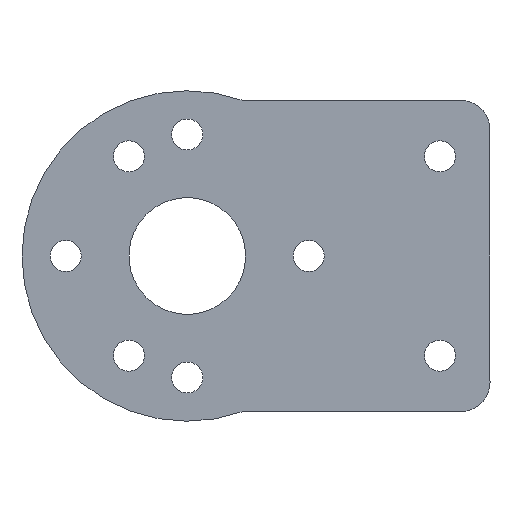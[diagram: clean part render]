
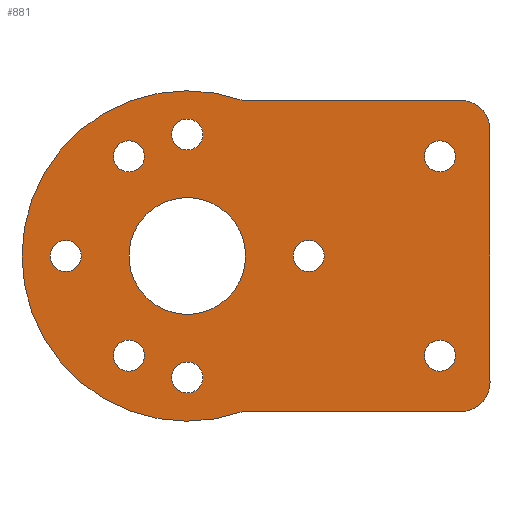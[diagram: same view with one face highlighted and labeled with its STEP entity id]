
A CAD part, front view. The second image highlights one B-rep face of the part: STEP entity #881.
In plain terms, the highlighted planar face has unit normal (0, -1, 0).
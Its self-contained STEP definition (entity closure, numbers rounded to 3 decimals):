
#44=FACE_BOUND('',#180,.T.);
#45=FACE_BOUND('',#181,.T.);
#46=FACE_BOUND('',#182,.T.);
#47=FACE_BOUND('',#183,.T.);
#48=FACE_BOUND('',#184,.T.);
#49=FACE_BOUND('',#185,.T.);
#50=FACE_BOUND('',#186,.T.);
#51=FACE_BOUND('',#187,.T.);
#52=FACE_BOUND('',#188,.T.);
#65=CIRCLE('',#939,6.);
#66=CIRCLE('',#941,17.);
#67=CIRCLE('',#944,3.);
#68=CIRCLE('',#947,3.);
#69=CIRCLE('',#950,1.6);
#70=CIRCLE('',#952,1.6);
#71=CIRCLE('',#954,1.6);
#72=CIRCLE('',#956,1.6);
#73=CIRCLE('',#958,1.6);
#74=CIRCLE('',#960,1.6);
#75=CIRCLE('',#962,1.6);
#76=CIRCLE('',#964,1.6);
#121=FACE_OUTER_BOUND('',#179,.T.);
#179=EDGE_LOOP('',(#789,#790,#791,#792,#793,#794));
#180=EDGE_LOOP('',(#795));
#181=EDGE_LOOP('',(#796));
#182=EDGE_LOOP('',(#797));
#183=EDGE_LOOP('',(#798));
#184=EDGE_LOOP('',(#799));
#185=EDGE_LOOP('',(#800));
#186=EDGE_LOOP('',(#801));
#187=EDGE_LOOP('',(#802));
#188=EDGE_LOOP('',(#803));
#268=LINE('',#1398,#361);
#271=LINE('',#1406,#364);
#273=LINE('',#1412,#366);
#361=VECTOR('',#1142,10.);
#364=VECTOR('',#1151,10.);
#366=VECTOR('',#1159,10.);
#438=VERTEX_POINT('',#1386);
#439=VERTEX_POINT('',#1390);
#440=VERTEX_POINT('',#1392);
#441=VERTEX_POINT('',#1396);
#442=VERTEX_POINT('',#1400);
#443=VERTEX_POINT('',#1404);
#444=VERTEX_POINT('',#1408);
#445=VERTEX_POINT('',#1414);
#446=VERTEX_POINT('',#1418);
#447=VERTEX_POINT('',#1422);
#448=VERTEX_POINT('',#1426);
#449=VERTEX_POINT('',#1430);
#450=VERTEX_POINT('',#1434);
#451=VERTEX_POINT('',#1438);
#452=VERTEX_POINT('',#1442);
#541=EDGE_CURVE('',#438,#438,#65,.T.);
#543=EDGE_CURVE('',#439,#440,#66,.T.);
#546=EDGE_CURVE('',#439,#441,#268,.T.);
#548=EDGE_CURVE('',#442,#441,#67,.T.);
#550=EDGE_CURVE('',#442,#443,#271,.T.);
#552=EDGE_CURVE('',#444,#443,#68,.T.);
#553=EDGE_CURVE('',#444,#440,#273,.T.);
#555=EDGE_CURVE('',#445,#445,#69,.T.);
#557=EDGE_CURVE('',#446,#446,#70,.T.);
#559=EDGE_CURVE('',#447,#447,#71,.T.);
#561=EDGE_CURVE('',#448,#448,#72,.T.);
#563=EDGE_CURVE('',#449,#449,#73,.T.);
#565=EDGE_CURVE('',#450,#450,#74,.T.);
#567=EDGE_CURVE('',#451,#451,#75,.T.);
#569=EDGE_CURVE('',#452,#452,#76,.T.);
#789=ORIENTED_EDGE('',*,*,#548,.F.);
#790=ORIENTED_EDGE('',*,*,#550,.T.);
#791=ORIENTED_EDGE('',*,*,#552,.F.);
#792=ORIENTED_EDGE('',*,*,#553,.T.);
#793=ORIENTED_EDGE('',*,*,#543,.F.);
#794=ORIENTED_EDGE('',*,*,#546,.T.);
#795=ORIENTED_EDGE('',*,*,#541,.T.);
#796=ORIENTED_EDGE('',*,*,#569,.F.);
#797=ORIENTED_EDGE('',*,*,#567,.F.);
#798=ORIENTED_EDGE('',*,*,#565,.F.);
#799=ORIENTED_EDGE('',*,*,#563,.F.);
#800=ORIENTED_EDGE('',*,*,#561,.F.);
#801=ORIENTED_EDGE('',*,*,#559,.F.);
#802=ORIENTED_EDGE('',*,*,#557,.F.);
#803=ORIENTED_EDGE('',*,*,#555,.F.);
#836=PLANE('',#965);
#881=ADVANCED_FACE('',(#121,#44,#45,#46,#47,#48,#49,#50,#51,#52),#836,.F.);
#939=AXIS2_PLACEMENT_3D('',#1388,#1131,#1132);
#941=AXIS2_PLACEMENT_3D('',#1393,#1136,#1137);
#944=AXIS2_PLACEMENT_3D('',#1402,#1146,#1147);
#947=AXIS2_PLACEMENT_3D('',#1410,#1155,#1156);
#950=AXIS2_PLACEMENT_3D('',#1416,#1163,#1164);
#952=AXIS2_PLACEMENT_3D('',#1420,#1168,#1169);
#954=AXIS2_PLACEMENT_3D('',#1424,#1173,#1174);
#956=AXIS2_PLACEMENT_3D('',#1428,#1178,#1179);
#958=AXIS2_PLACEMENT_3D('',#1432,#1183,#1184);
#960=AXIS2_PLACEMENT_3D('',#1436,#1188,#1189);
#962=AXIS2_PLACEMENT_3D('',#1440,#1193,#1194);
#964=AXIS2_PLACEMENT_3D('',#1444,#1198,#1199);
#965=AXIS2_PLACEMENT_3D('',#1445,#1200,#1201);
#1131=DIRECTION('center_axis',(0.,1.,0.));
#1132=DIRECTION('ref_axis',(-1.,0.,0.));
#1136=DIRECTION('center_axis',(0.,1.,0.));
#1137=DIRECTION('ref_axis',(-1.,0.,0.));
#1142=DIRECTION('',(0.707,0.,-0.707));
#1146=DIRECTION('center_axis',(0.,1.,0.));
#1147=DIRECTION('ref_axis',(0.,0.,-1.));
#1151=DIRECTION('',(0.707,0.,0.707));
#1155=DIRECTION('center_axis',(0.,1.,0.));
#1156=DIRECTION('ref_axis',(1.,0.,0.));
#1159=DIRECTION('',(-0.707,0.,0.707));
#1163=DIRECTION('center_axis',(0.,-1.,0.));
#1164=DIRECTION('ref_axis',(-1.,0.,0.));
#1168=DIRECTION('center_axis',(0.,-1.,0.));
#1169=DIRECTION('ref_axis',(-1.,0.,0.));
#1173=DIRECTION('center_axis',(0.,-1.,0.));
#1174=DIRECTION('ref_axis',(-1.,0.,0.));
#1178=DIRECTION('center_axis',(0.,-1.,0.));
#1179=DIRECTION('ref_axis',(-1.,0.,0.));
#1183=DIRECTION('center_axis',(0.,-1.,0.));
#1184=DIRECTION('ref_axis',(-1.,0.,0.));
#1188=DIRECTION('center_axis',(0.,-1.,0.));
#1189=DIRECTION('ref_axis',(-1.,0.,0.));
#1193=DIRECTION('center_axis',(0.,-1.,0.));
#1194=DIRECTION('ref_axis',(-1.,0.,0.));
#1198=DIRECTION('center_axis',(0.,-1.,0.));
#1199=DIRECTION('ref_axis',(-1.,0.,0.));
#1200=DIRECTION('center_axis',(0.,1.,0.));
#1201=DIRECTION('ref_axis',(-1.,0.,0.));
#1386=CARTESIAN_POINT('',(-1.566,24.,361.119));
#1388=CARTESIAN_POINT('Origin',(-7.566,24.,361.119));
#1390=CARTESIAN_POINT('',(-14.818,24.,345.744));
#1392=CARTESIAN_POINT('',(7.81,24.,368.371));
#1393=CARTESIAN_POINT('Origin',(-7.566,24.,361.119));
#1396=CARTESIAN_POINT('',(1.025,24.,329.901));
#1398=CARTESIAN_POINT('',(-18.842,24.,349.768));
#1400=CARTESIAN_POINT('',(5.268,24.,329.901));
#1402=CARTESIAN_POINT('Origin',(3.147,24.,332.022));
#1404=CARTESIAN_POINT('',(23.653,24.,348.285));
#1406=CARTESIAN_POINT('',(3.147,24.,327.779));
#1408=CARTESIAN_POINT('',(23.653,24.,352.528));
#1410=CARTESIAN_POINT('Origin',(21.531,24.,350.407));
#1412=CARTESIAN_POINT('',(25.774,24.,350.407));
#1414=CARTESIAN_POINT('',(5.171,24.,335.487));
#1416=CARTESIAN_POINT('Origin',(3.571,24.,335.487));
#1418=CARTESIAN_POINT('',(19.667,24.,349.983));
#1420=CARTESIAN_POINT('Origin',(18.067,24.,349.983));
#1422=CARTESIAN_POINT('',(-2.961,24.,372.61));
#1424=CARTESIAN_POINT('Origin',(-4.561,24.,372.61));
#1426=CARTESIAN_POINT('',(-17.457,24.,358.114));
#1428=CARTESIAN_POINT('Origin',(-19.057,24.,358.114));
#1430=CARTESIAN_POINT('',(-14.805,24.,369.958));
#1432=CARTESIAN_POINT('Origin',(-16.405,24.,369.958));
#1434=CARTESIAN_POINT('',(2.873,24.,352.281));
#1436=CARTESIAN_POINT('Origin',(1.273,24.,352.281));
#1438=CARTESIAN_POINT('',(2.873,24.,369.958));
#1440=CARTESIAN_POINT('Origin',(1.273,24.,369.958));
#1442=CARTESIAN_POINT('',(-14.805,24.,352.281));
#1444=CARTESIAN_POINT('Origin',(-16.405,24.,352.281));
#1445=CARTESIAN_POINT('Origin',(0.604,24.,352.949));
